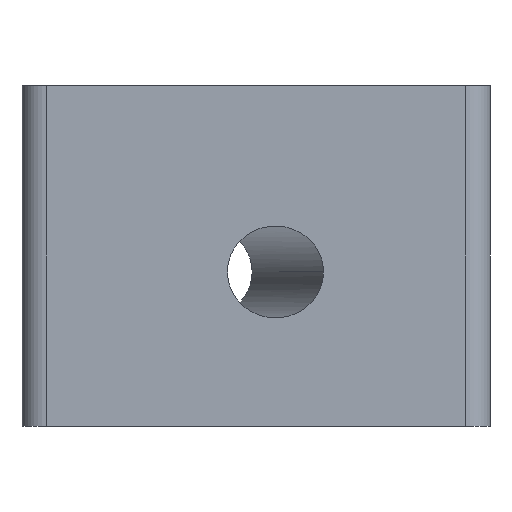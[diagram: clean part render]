
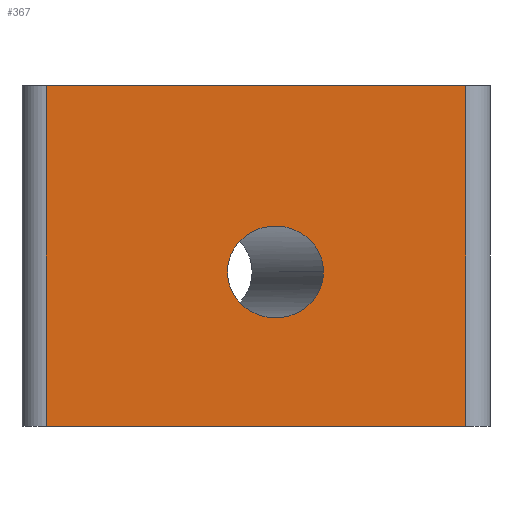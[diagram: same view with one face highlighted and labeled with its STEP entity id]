
A CAD part, front view. The second image highlights one B-rep face of the part: STEP entity #367.
In plain terms, the highlighted planar face has unit normal (0, -1, 0).
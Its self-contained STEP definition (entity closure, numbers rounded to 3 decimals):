
#12 = CARTESIAN_POINT ( 'NONE',  ( 6.907, -11.95, -1.63 ) ) ;
#13 = CARTESIAN_POINT ( 'NONE',  ( 6.907, -11.95, -1.63 ) ) ;
#17 = VECTOR ( 'NONE', #536, 1000. ) ;
#21 = ORIENTED_EDGE ( 'NONE', *, *, #53, .F. ) ;
#24 = DIRECTION ( 'NONE',  ( 1., 0., 0. ) ) ;
#33 = LINE ( 'NONE', #521, #355 ) ;
#53 = EDGE_CURVE ( 'NONE', #329, #529, #287, .T. ) ;
#56 = CARTESIAN_POINT ( 'NONE',  ( 6.907, -11.95, 7.768 ) ) ;
#105 = VERTEX_POINT ( 'NONE', #459 ) ;
#106 = LINE ( 'NONE', #458, #484 ) ;
#114 = EDGE_CURVE ( 'NONE', #245, #407, #605, .T. ) ;
#136 = CARTESIAN_POINT ( 'NONE',  ( -21.45, -11.95, -17.45 ) ) ;
#140 = CARTESIAN_POINT ( 'NONE',  ( -2.921, -11.95, -1.63 ) ) ;
#142 = CARTESIAN_POINT ( 'NONE',  ( -21.45, -11.95, 17.45 ) ) ;
#170 = ORIENTED_EDGE ( 'NONE', *, *, #114, .F. ) ;
#175 = CARTESIAN_POINT ( 'NONE',  ( -2.921, -11.95, -1.63 ) ) ;
#183 = DIRECTION ( 'NONE',  ( 0., 0., -1. ) ) ;
#195 = DIRECTION ( 'NONE',  ( 0., 1., 0. ) ) ;
#212 = EDGE_CURVE ( 'NONE', #461, #105, #33, .T. ) ;
#220 = DIRECTION ( 'NONE',  ( 1., 0., 0. ) ) ;
#231 = CARTESIAN_POINT ( 'NONE',  ( 21.45, -11.95, 17.45 ) ) ;
#245 = VERTEX_POINT ( 'NONE', #632 ) ;
#277 = EDGE_CURVE ( 'NONE', #105, #529, #466, .T. ) ;
#287 = LINE ( 'NONE', #637, #17 ) ;
#300 = ORIENTED_EDGE ( 'NONE', *, *, #554, .F. ) ;
#329 = VERTEX_POINT ( 'NONE', #231 ) ;
#348 = FACE_OUTER_BOUND ( 'NONE', #556, .T. ) ;
#355 = VECTOR ( 'NONE', #183, 1000. ) ;
#359 = ORIENTED_EDGE ( 'NONE', *, *, #277, .T. ) ;
#366 = EDGE_LOOP ( 'NONE', ( #300, #170 ) ) ;
#367 = ADVANCED_FACE ( 'NONE', ( #595, #348 ), #492, .F. ) ;
#381 = AXIS2_PLACEMENT_3D ( 'NONE', #142, #195, #589 ) ;
#405 = CARTESIAN_POINT ( 'NONE',  ( -2.921, -11.95, -11.028 ) ) ;
#407 = VERTEX_POINT ( 'NONE', #140 ) ;
#410 = CARTESIAN_POINT ( 'NONE',  ( -2.921, -11.95, 7.768 ) ) ;
#432 = ORIENTED_EDGE ( 'NONE', *, *, #212, .T. ) ;
#458 = CARTESIAN_POINT ( 'NONE',  ( -21.45, -11.95, 17.45 ) ) ;
#459 = CARTESIAN_POINT ( 'NONE',  ( -21.45, -11.95, -17.45 ) ) ;
#461 = VERTEX_POINT ( 'NONE', #544 ) ;
#466 = LINE ( 'NONE', #136, #519 ) ;
#482 = ORIENTED_EDGE ( 'NONE', *, *, #576, .F. ) ;
#484 = VECTOR ( 'NONE', #220, 1000. ) ;
#492 = PLANE ( 'NONE',  #381 ) ;
#503 = CARTESIAN_POINT ( 'NONE',  ( 6.907, -11.95, -11.028 ) ) ;
#519 = VECTOR ( 'NONE', #24, 1000. ) ;
#521 = CARTESIAN_POINT ( 'NONE',  ( -21.45, -11.95, 17.45 ) ) ;
#529 = VERTEX_POINT ( 'NONE', #616 ) ;
#536 = DIRECTION ( 'NONE',  ( 0., 0., -1. ) ) ;
#544 = CARTESIAN_POINT ( 'NONE',  ( -21.45, -11.95, 17.45 ) ) ;
#554 = EDGE_CURVE ( 'NONE', #407, #245, #584, .T. ) ;
#556 = EDGE_LOOP ( 'NONE', ( #359, #21, #482, #432 ) ) ;
#576 = EDGE_CURVE ( 'NONE', #461, #329, #106, .T. ) ;
#584 =( BOUNDED_CURVE ( )  B_SPLINE_CURVE ( 3, ( #607, #405, #503, #12 ),
 .UNSPECIFIED., .F., .F. ) 
 B_SPLINE_CURVE_WITH_KNOTS ( ( 4, 4 ),
 ( 0., 3.142 ),
 .UNSPECIFIED. ) 
 CURVE ( )  GEOMETRIC_REPRESENTATION_ITEM ( )  RATIONAL_B_SPLINE_CURVE ( ( 1., 0.333, 0.333, 1. ) ) 
 REPRESENTATION_ITEM ( '' )  );
#589 = DIRECTION ( 'NONE',  ( 0., 0., 1. ) ) ;
#595 = FACE_BOUND ( 'NONE', #366, .T. ) ;
#605 =( BOUNDED_CURVE ( )  B_SPLINE_CURVE ( 3, ( #13, #56, #410, #175 ),
 .UNSPECIFIED., .F., .F. ) 
 B_SPLINE_CURVE_WITH_KNOTS ( ( 4, 4 ),
 ( 3.142, 6.283 ),
 .UNSPECIFIED. ) 
 CURVE ( )  GEOMETRIC_REPRESENTATION_ITEM ( )  RATIONAL_B_SPLINE_CURVE ( ( 1., 0.333, 0.333, 1. ) ) 
 REPRESENTATION_ITEM ( '' )  );
#607 = CARTESIAN_POINT ( 'NONE',  ( -2.921, -11.95, -1.63 ) ) ;
#616 = CARTESIAN_POINT ( 'NONE',  ( 21.45, -11.95, -17.45 ) ) ;
#632 = CARTESIAN_POINT ( 'NONE',  ( 6.907, -11.95, -1.63 ) ) ;
#637 = CARTESIAN_POINT ( 'NONE',  ( 21.45, -11.95, 17.45 ) ) ;
